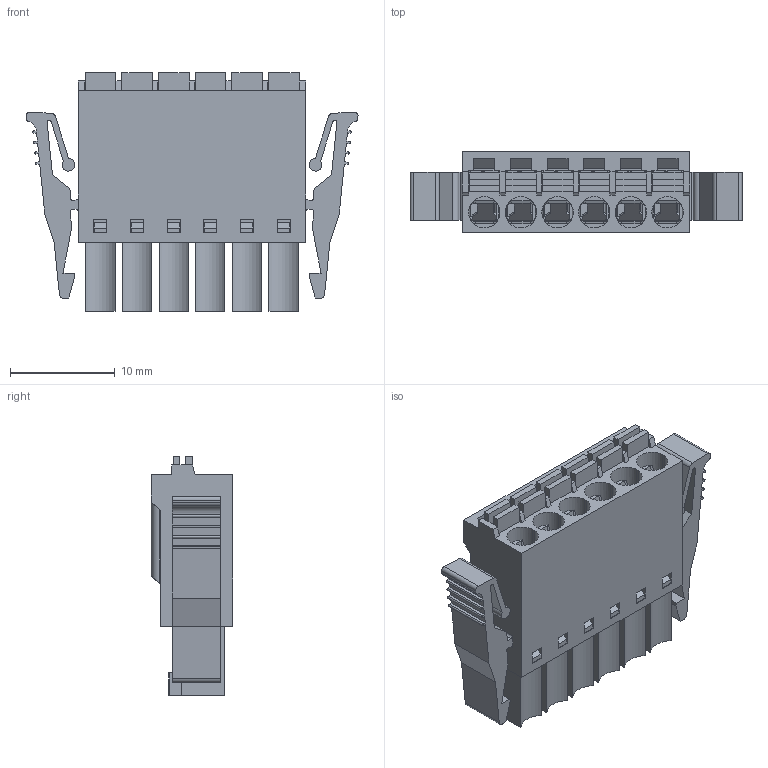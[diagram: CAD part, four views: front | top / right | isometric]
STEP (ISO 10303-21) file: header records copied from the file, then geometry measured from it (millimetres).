
FILE_DESCRIPTION( ( 'Unknown' ), '1' );
FILE_NAME( '691304130006.stp', 'Unknown', ( 'Unknown' ), ( 'Unknown' ), 'PSStep 18.0.17', 'Unknown', ' ' );
FILE_SCHEMA( ( 'AUTOMOTIVE_DESIGN { 1 0 10303 214 1 1 1 1 }' ) );
Length unit declared in the file: millimetre
Products named in the file (6): Assem1; 6913041300xx_Levier; 6913041300xx_Pin; 6913041300xx_Lamelle; 691304130006; 691304130006_Bas
Assembly tree (20 placements, depth 2):
  Assem1
    6913041300xx_Levier  x6
    6913041300xx_Pin  x6
    6913041300xx_Lamelle  x6
    691304130006
    691304130006_Bas
Bounding box: 31.7 x 7.8 x 22.8 mm (x, y, z)
Volume: 2004.7 mm3; surface area: 6974.9 mm2
Topology: 20 solids, 20 shells, 1818 faces, 5130 edges, 3354 vertices
Faces by surface type: plane 1410, cylinder 378, cone 30
Full cylindrical faces by diameter (mm): 1.2 x6
Entity records: 43849 total; most frequent: CARTESIAN_POINT 6657, ORIENTED_EDGE 6202, DIRECTION 5625, EDGE_CURVE 3101, LINE 2677, VECTOR 2677, VERTEX_POINT 2062, AXIS2_PLACEMENT_3D 1474
